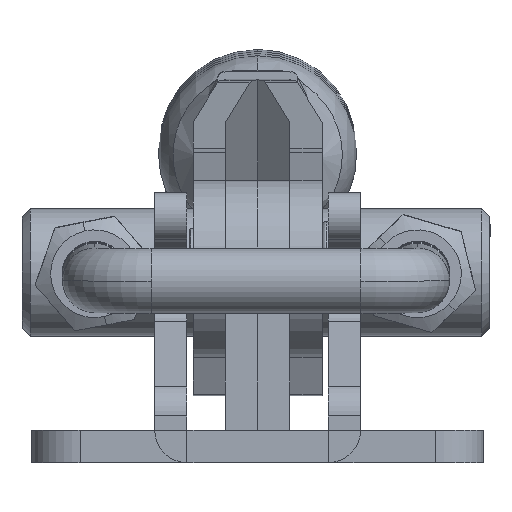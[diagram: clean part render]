
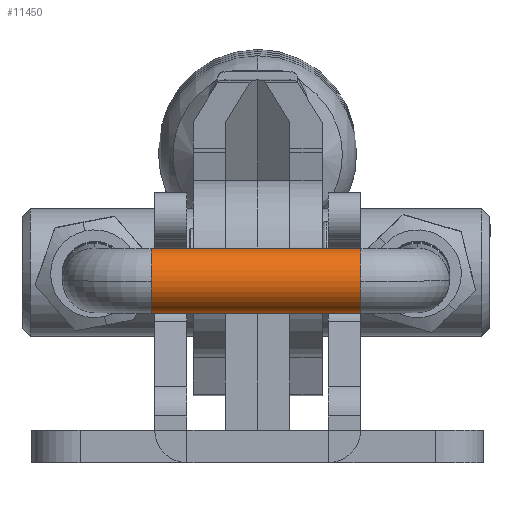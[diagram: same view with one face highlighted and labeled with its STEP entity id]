
A CAD part, left-side view. The second image highlights one B-rep face of the part: STEP entity #11450.
In plain terms, the highlighted cylindrical face has radius 4 mm (diameter 8 mm), a partial arc.
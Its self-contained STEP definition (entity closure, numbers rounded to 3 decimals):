
#1774 = DIRECTION ( 'NONE',  ( 0., 0., 1. ) ) ;
#2931 = DIRECTION ( 'NONE',  ( 0., -1., 0. ) ) ;
#3231 = CARTESIAN_POINT ( 'NONE',  ( 0., -13., 0. ) ) ;
#4031 = ORIENTED_EDGE ( 'NONE', *, *, #46664, .T. ) ;
#7388 = DIRECTION ( 'NONE',  ( 0., 1., 0. ) ) ;
#7628 = DIRECTION ( 'NONE',  ( 0., 0., 1. ) ) ;
#8317 = CARTESIAN_POINT ( 'NONE',  ( 0., 13., -4. ) ) ;
#8489 = AXIS2_PLACEMENT_3D ( 'NONE', #54512, #28170, #1774 ) ;
#8833 = VERTEX_POINT ( 'NONE', #46150 ) ;
#9373 = CIRCLE ( 'NONE', #55001, 4. ) ;
#9695 = CARTESIAN_POINT ( 'NONE',  ( 0., -13., 0. ) ) ;
#11036 = VERTEX_POINT ( 'NONE', #51918 ) ;
#11450 = ADVANCED_FACE ( 'NONE', ( #25835 ), #47890, .T. ) ;
#11552 = CARTESIAN_POINT ( 'NONE',  ( 0., 13., 0. ) ) ;
#14147 = DIRECTION ( 'NONE',  ( 0., 0., 1. ) ) ;
#14160 = CARTESIAN_POINT ( 'NONE',  ( 0., -13., -4. ) ) ;
#15667 = VERTEX_POINT ( 'NONE', #8317 ) ;
#15982 = DIRECTION ( 'NONE',  ( 0., 0., 1. ) ) ;
#16507 = CARTESIAN_POINT ( 'NONE',  ( 0., -13., 4. ) ) ;
#20337 = CARTESIAN_POINT ( 'NONE',  ( 0., -13., -4. ) ) ;
#20338 = CIRCLE ( 'NONE', #39992, 4. ) ;
#20370 = EDGE_CURVE ( 'NONE', #31965, #15667, #51134, .T. ) ;
#23666 = ORIENTED_EDGE ( 'NONE', *, *, #38413, .T. ) ;
#24088 = CARTESIAN_POINT ( 'NONE',  ( -4., 13., 0. ) ) ;
#25835 = FACE_OUTER_BOUND ( 'NONE', #33337, .T. ) ;
#26098 = EDGE_CURVE ( 'NONE', #47857, #8833, #46617, .T. ) ;
#28170 = DIRECTION ( 'NONE',  ( 0., -1., 0. ) ) ;
#29374 = CARTESIAN_POINT ( 'NONE',  ( 0., 13., 0. ) ) ;
#31807 = VECTOR ( 'NONE', #49405, 1000. ) ;
#31965 = VERTEX_POINT ( 'NONE', #24088 ) ;
#33337 = EDGE_LOOP ( 'NONE', ( #50961, #36113, #43828, #23666, #4031, #53242 ) ) ;
#33780 = DIRECTION ( 'NONE',  ( 0., 0., 1. ) ) ;
#34059 = DIRECTION ( 'NONE',  ( 0., -1., 0. ) ) ;
#36113 = ORIENTED_EDGE ( 'NONE', *, *, #47886, .F. ) ;
#38413 = EDGE_CURVE ( 'NONE', #47857, #11036, #39252, .T. ) ;
#38766 = LINE ( 'NONE', #14160, #31807 ) ;
#39252 = LINE ( 'NONE', #16507, #49537 ) ;
#39992 = AXIS2_PLACEMENT_3D ( 'NONE', #3231, #34059, #7628 ) ;
#40568 = DIRECTION ( 'NONE',  ( 0., 1., 0. ) ) ;
#42380 = DIRECTION ( 'NONE',  ( 0., -1., 0. ) ) ;
#43828 = ORIENTED_EDGE ( 'NONE', *, *, #26098, .F. ) ;
#46150 = CARTESIAN_POINT ( 'NONE',  ( -4., -13., 0. ) ) ;
#46617 = CIRCLE ( 'NONE', #8489, 4. ) ;
#46664 = EDGE_CURVE ( 'NONE', #11036, #31965, #9373, .T. ) ;
#46967 = CARTESIAN_POINT ( 'NONE',  ( 0., -13., 4. ) ) ;
#47541 = VERTEX_POINT ( 'NONE', #20337 ) ;
#47857 = VERTEX_POINT ( 'NONE', #46967 ) ;
#47886 = EDGE_CURVE ( 'NONE', #8833, #47541, #20338, .T. ) ;
#47890 = CYLINDRICAL_SURFACE ( 'NONE', #50732, 4. ) ;
#49405 = DIRECTION ( 'NONE',  ( 0., 1., 0. ) ) ;
#49537 = VECTOR ( 'NONE', #7388, 1000. ) ;
#50732 = AXIS2_PLACEMENT_3D ( 'NONE', #9695, #40568, #14147 ) ;
#50961 = ORIENTED_EDGE ( 'NONE', *, *, #51898, .F. ) ;
#51134 = CIRCLE ( 'NONE', #53191, 4. ) ;
#51898 = EDGE_CURVE ( 'NONE', #47541, #15667, #38766, .T. ) ;
#51918 = CARTESIAN_POINT ( 'NONE',  ( 0., 13., 4. ) ) ;
#53191 = AXIS2_PLACEMENT_3D ( 'NONE', #29374, #2931, #33780 ) ;
#53242 = ORIENTED_EDGE ( 'NONE', *, *, #20370, .T. ) ;
#54512 = CARTESIAN_POINT ( 'NONE',  ( 0., -13., 0. ) ) ;
#55001 = AXIS2_PLACEMENT_3D ( 'NONE', #11552, #42380, #15982 ) ;
